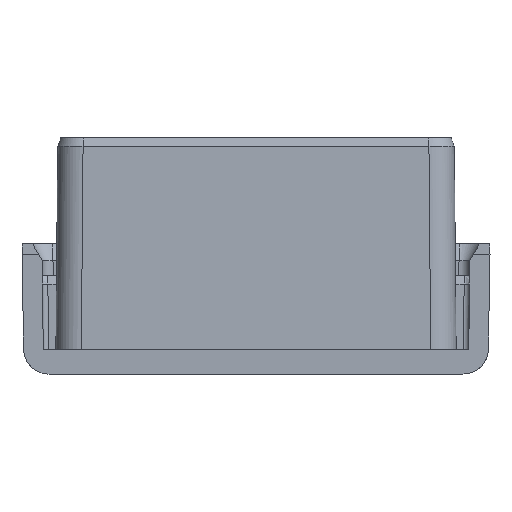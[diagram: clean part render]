
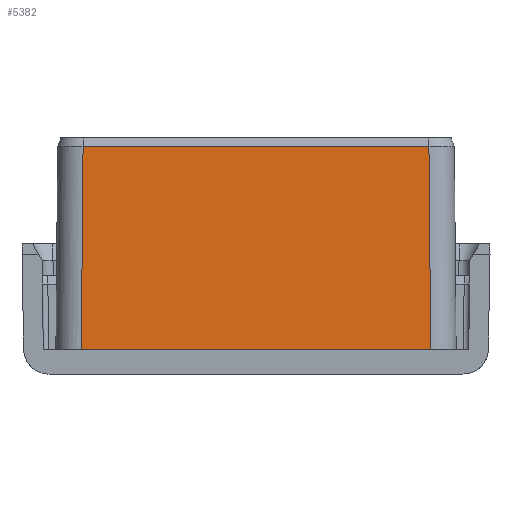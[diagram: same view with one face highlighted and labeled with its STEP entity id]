
A CAD part, front view. The second image highlights one B-rep face of the part: STEP entity #5382.
In plain terms, the highlighted planar face has unit normal (0, -1, 0.009).
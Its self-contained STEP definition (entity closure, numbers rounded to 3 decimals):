
#604 = CARTESIAN_POINT ( 'NONE',  ( 8.25, -11.75, 1.15 ) ) ;
#855 = DIRECTION ( 'NONE',  ( -1., 0., 0. ) ) ;
#972 = DIRECTION ( 'NONE',  ( -0.009, -0.009, -1. ) ) ;
#1010 = VERTEX_POINT ( 'NONE', #3333 ) ;
#1192 = CARTESIAN_POINT ( 'NONE',  ( -8.166, -11.666, 10.75 ) ) ;
#1298 = VECTOR ( 'NONE', #2814, 1000. ) ;
#1360 = LINE ( 'NONE', #3250, #1298 ) ;
#1373 = CARTESIAN_POINT ( 'NONE',  ( -8.163, -11.666, 10.75 ) ) ;
#1528 = EDGE_LOOP ( 'NONE', ( #6379, #4431, #2268, #3287 ) ) ;
#1723 = FACE_OUTER_BOUND ( 'NONE', #1528, .T. ) ;
#2242 = CARTESIAN_POINT ( 'NONE',  ( -9.45, -11.75, 1.15 ) ) ;
#2268 = ORIENTED_EDGE ( 'NONE', *, *, #3021, .T. ) ;
#2480 = VERTEX_POINT ( 'NONE', #4208 ) ;
#2496 = VECTOR ( 'NONE', #972, 1000. ) ;
#2523 = VECTOR ( 'NONE', #5470, 1000. ) ;
#2814 = DIRECTION ( 'NONE',  ( -0.009, 0.009, 1. ) ) ;
#2860 = VERTEX_POINT ( 'NONE', #604 ) ;
#3021 = EDGE_CURVE ( 'NONE', #6781, #2480, #5694, .T. ) ;
#3034 = LINE ( 'NONE', #1373, #6655 ) ;
#3250 = CARTESIAN_POINT ( 'NONE',  ( 8.249, -11.749, 1.304 ) ) ;
#3287 = ORIENTED_EDGE ( 'NONE', *, *, #3908, .T. ) ;
#3333 = CARTESIAN_POINT ( 'NONE',  ( 8.166, -11.666, 10.75 ) ) ;
#3906 = AXIS2_PLACEMENT_3D ( 'NONE', #2242, #5399, #6485 ) ;
#3908 = EDGE_CURVE ( 'NONE', #2480, #2860, #3920, .T. ) ;
#3920 = LINE ( 'NONE', #6071, #2523 ) ;
#4043 = EDGE_CURVE ( 'NONE', #1010, #6781, #3034, .T. ) ;
#4208 = CARTESIAN_POINT ( 'NONE',  ( -8.25, -11.75, 1.15 ) ) ;
#4431 = ORIENTED_EDGE ( 'NONE', *, *, #4043, .T. ) ;
#4723 = EDGE_CURVE ( 'NONE', #2860, #1010, #1360, .T. ) ;
#4880 = PLANE ( 'NONE',  #3906 ) ;
#5314 = CARTESIAN_POINT ( 'NONE',  ( -8.25, -11.75, 1.14 ) ) ;
#5382 = ADVANCED_FACE ( 'NONE', ( #1723 ), #4880, .T. ) ;
#5399 = DIRECTION ( 'NONE',  ( 0., -1., 0.009 ) ) ;
#5470 = DIRECTION ( 'NONE',  ( 1., 0., 0. ) ) ;
#5694 = LINE ( 'NONE', #5314, #2496 ) ;
#6071 = CARTESIAN_POINT ( 'NONE',  ( -9.45, -11.75, 1.15 ) ) ;
#6379 = ORIENTED_EDGE ( 'NONE', *, *, #4723, .T. ) ;
#6485 = DIRECTION ( 'NONE',  ( 0., -0.009, -1. ) ) ;
#6655 = VECTOR ( 'NONE', #855, 1000. ) ;
#6781 = VERTEX_POINT ( 'NONE', #1192 ) ;
